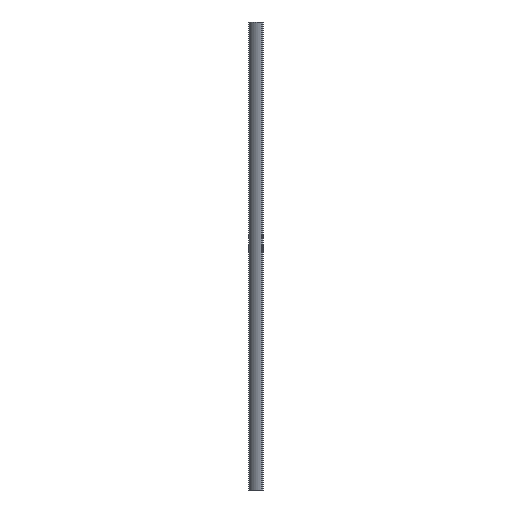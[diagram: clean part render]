
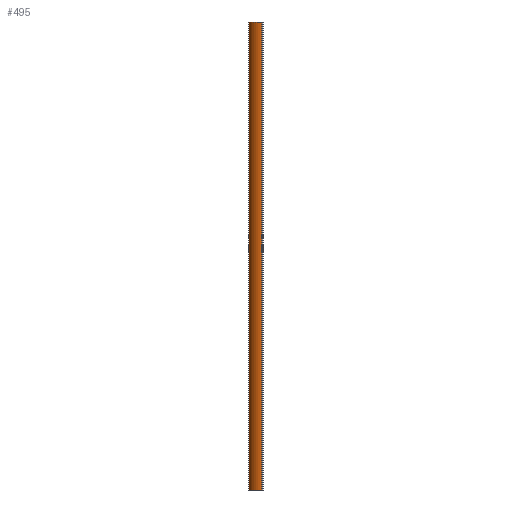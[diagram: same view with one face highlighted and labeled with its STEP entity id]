
A CAD part, left-side view. The second image highlights one B-rep face of the part: STEP entity #495.
In plain terms, the highlighted cylindrical face has radius 30 mm (diameter 60 mm), a partial arc.
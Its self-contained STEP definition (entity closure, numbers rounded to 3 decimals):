
#154 = VERTEX_POINT ( 'NONE', #1694 ) ;
#156 = VERTEX_POINT ( 'NONE', #1692 ) ;
#178 = VERTEX_POINT ( 'NONE', #1669 ) ;
#235 = VERTEX_POINT ( 'NONE', #1609 ) ;
#495 = ADVANCED_FACE ( 'NONE', ( #2730 ), #2734, .T. ) ;
#648 = LINE ( 'NONE', #1719, #653 ) ;
#650 = LINE ( 'NONE', #1721, #655 ) ;
#653 = VECTOR ( 'NONE', #1724, 1000. ) ;
#655 = VECTOR ( 'NONE', #1726, 1000. ) ;
#759 = EDGE_LOOP ( 'NONE', ( #1526, #1527, #1528, #1529 ) ) ;
#1064 = AXIS2_PLACEMENT_3D ( 'NONE', #2288, #2286, #2281 ) ;
#1526 = ORIENTED_EDGE ( 'NONE', *, *, #2956, .T. ) ;
#1527 = ORIENTED_EDGE ( 'NONE', *, *, #2182, .F. ) ;
#1528 = ORIENTED_EDGE ( 'NONE', *, *, #2914, .F. ) ;
#1529 = ORIENTED_EDGE ( 'NONE', *, *, #2181, .T. ) ;
#1609 = CARTESIAN_POINT ( 'NONE',  ( 29.592, 51.393, 0. ) ) ;
#1669 = CARTESIAN_POINT ( 'NONE',  ( 1.812, 23.612, 0. ) ) ;
#1692 = CARTESIAN_POINT ( 'NONE',  ( 1.812, 23.612, 1000. ) ) ;
#1694 = CARTESIAN_POINT ( 'NONE',  ( 29.592, 51.393, 1000. ) ) ;
#1719 = CARTESIAN_POINT ( 'NONE',  ( 29.592, 51.393, 1000. ) ) ;
#1721 = CARTESIAN_POINT ( 'NONE',  ( 1.812, 23.612, 1000. ) ) ;
#1724 = DIRECTION ( 'NONE',  ( 0., 0., -1. ) ) ;
#1726 = DIRECTION ( 'NONE',  ( 0., 0., -1. ) ) ;
#1862 = CARTESIAN_POINT ( 'NONE',  ( 31.735, 21.469, 0. ) ) ;
#1863 = DIRECTION ( 'NONE',  ( 0., 0., 1. ) ) ;
#1864 = DIRECTION ( 'NONE',  ( 1., 0., 0. ) ) ;
#2056 = CARTESIAN_POINT ( 'NONE',  ( 31.735, 21.469, 1000. ) ) ;
#2057 = DIRECTION ( 'NONE',  ( 0., 0., 1. ) ) ;
#2058 = DIRECTION ( 'NONE',  ( 1., 0., 0. ) ) ;
#2181 = EDGE_CURVE ( 'NONE', #154, #235, #648, .T. ) ;
#2182 = EDGE_CURVE ( 'NONE', #156, #178, #650, .T. ) ;
#2281 = DIRECTION ( 'NONE',  ( -1., 0., 0. ) ) ;
#2286 = DIRECTION ( 'NONE',  ( 0., 0., -1. ) ) ;
#2288 = CARTESIAN_POINT ( 'NONE',  ( 31.735, 21.469, 1000. ) ) ;
#2525 = AXIS2_PLACEMENT_3D ( 'NONE', #2056, #2057, #2058 ) ;
#2551 = AXIS2_PLACEMENT_3D ( 'NONE', #1862, #1863, #1864 ) ;
#2730 = FACE_OUTER_BOUND ( 'NONE', #759, .T. ) ;
#2734 = CYLINDRICAL_SURFACE ( 'NONE', #1064, 30. ) ;
#2914 = EDGE_CURVE ( 'NONE', #154, #156, #3071, .T. ) ;
#2956 = EDGE_CURVE ( 'NONE', #235, #178, #3129, .T. ) ;
#3071 = CIRCLE ( 'NONE', #2525, 30. ) ;
#3129 = CIRCLE ( 'NONE', #2551, 30. ) ;
